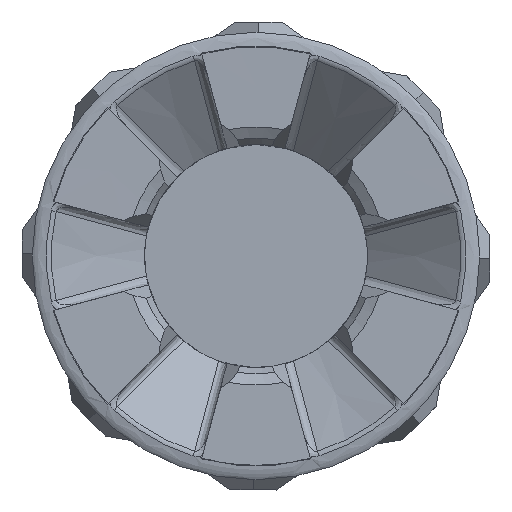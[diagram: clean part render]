
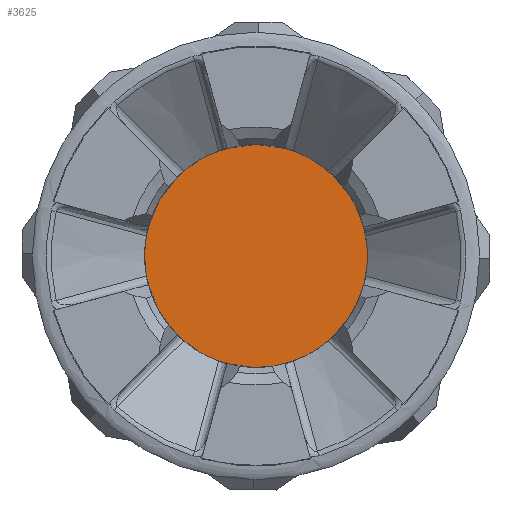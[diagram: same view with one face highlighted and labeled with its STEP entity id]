
A CAD part, left-side view. The second image highlights one B-rep face of the part: STEP entity #3625.
In plain terms, the highlighted planar face has unit normal (-1, 0, 0).
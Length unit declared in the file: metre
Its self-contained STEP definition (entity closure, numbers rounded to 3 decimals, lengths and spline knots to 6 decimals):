
#855=PLANE('',#3919);
#1892=ORIENTED_EDGE('',*,*,#1937,.T.);
#1937=EDGE_CURVE('',#2474,#2474,#2819,.F.);
#2474=VERTEX_POINT('',#4759);
#2819=CIRCLE('',#3654,0.009);
#3143=EDGE_LOOP('',(#1892));
#3375=FACE_BOUND('',#3143,.T.);
#3625=ADVANCED_FACE('',(#3375),#855,.F.);
#3654=AXIS2_PLACEMENT_3D('',#4758,#3944,#3945);
#3919=AXIS2_PLACEMENT_3D('',#9978,#4706,#4707);
#3944=DIRECTION('',(1.,0.,0.));
#3945=DIRECTION('',(0.,0.,-1.));
#4706=DIRECTION('',(1.,0.,0.));
#4707=DIRECTION('',(0.,1.,0.));
#4758=CARTESIAN_POINT('',(0.02591,0.026797,0.008125));
#4759=CARTESIAN_POINT('',(0.02591,0.026797,-0.000875));
#9978=CARTESIAN_POINT('',(0.02591,0.026797,0.008125));
